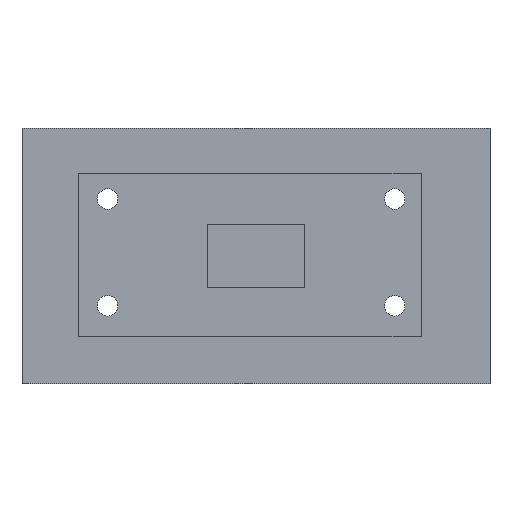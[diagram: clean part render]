
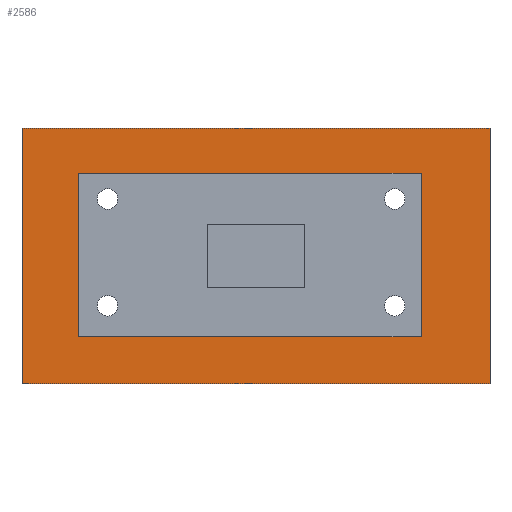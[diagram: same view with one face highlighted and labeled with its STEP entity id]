
A CAD part, front view. The second image highlights one B-rep face of the part: STEP entity #2586.
In plain terms, the highlighted planar face has unit normal (0, -1, 0).
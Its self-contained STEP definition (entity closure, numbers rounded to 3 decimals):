
#27 = VERTEX_POINT ( 'NONE', #1157 ) ;
#36 = ORIENTED_EDGE ( 'NONE', *, *, #983, .T. ) ;
#55 = FACE_OUTER_BOUND ( 'NONE', #1607, .T. ) ;
#93 = EDGE_CURVE ( 'NONE', #3261, #569, #3997, .T. ) ;
#121 = DIRECTION ( 'NONE',  ( 0., 0., 1. ) ) ;
#164 = DIRECTION ( 'NONE',  ( 0., 0., -1. ) ) ;
#185 = CARTESIAN_POINT ( 'NONE',  ( -45.8, 10.3, 25. ) ) ;
#212 = LINE ( 'NONE', #3403, #1217 ) ;
#222 = ORIENTED_EDGE ( 'NONE', *, *, #471, .F. ) ;
#232 = EDGE_CURVE ( 'NONE', #3051, #2537, #1953, .T. ) ;
#392 = ORIENTED_EDGE ( 'NONE', *, *, #232, .T. ) ;
#471 = EDGE_CURVE ( 'NONE', #569, #27, #2399, .T. ) ;
#515 = LINE ( 'NONE', #185, #1897 ) ;
#526 = VECTOR ( 'NONE', #1077, 1000. ) ;
#569 = VERTEX_POINT ( 'NONE', #3183 ) ;
#660 = AXIS2_PLACEMENT_3D ( 'NONE', #1376, #3210, #2941 ) ;
#672 = CARTESIAN_POINT ( 'NONE',  ( -34.7, 10.3, 16.15 ) ) ;
#781 = LINE ( 'NONE', #2044, #1492 ) ;
#795 = CARTESIAN_POINT ( 'NONE',  ( 45.8, 10.3, -25. ) ) ;
#803 = CARTESIAN_POINT ( 'NONE',  ( 45.8, 10.3, 25. ) ) ;
#983 = EDGE_CURVE ( 'NONE', #2121, #2783, #3273, .T. ) ;
#1004 = VECTOR ( 'NONE', #3388, 1000. ) ;
#1045 = ORIENTED_EDGE ( 'NONE', *, *, #2286, .T. ) ;
#1077 = DIRECTION ( 'NONE',  ( 1., 0., 0. ) ) ;
#1157 = CARTESIAN_POINT ( 'NONE',  ( -45.8, 10.3, -25. ) ) ;
#1216 = CARTESIAN_POINT ( 'NONE',  ( 45.8, 10.3, 25. ) ) ;
#1217 = VECTOR ( 'NONE', #3339, 1000. ) ;
#1251 = EDGE_LOOP ( 'NONE', ( #36, #1045, #392, #3380 ) ) ;
#1331 = EDGE_CURVE ( 'NONE', #2537, #2121, #212, .T. ) ;
#1355 = VERTEX_POINT ( 'NONE', #2500 ) ;
#1367 = VECTOR ( 'NONE', #1482, 1000. ) ;
#1375 = DIRECTION ( 'NONE',  ( -1., 0., 0. ) ) ;
#1376 = CARTESIAN_POINT ( 'NONE',  ( 0., 10.3, 0. ) ) ;
#1482 = DIRECTION ( 'NONE',  ( 1., 0., 0. ) ) ;
#1492 = VECTOR ( 'NONE', #164, 1000. ) ;
#1607 = EDGE_LOOP ( 'NONE', ( #3199, #222, #2085, #3618 ) ) ;
#1795 = LINE ( 'NONE', #803, #1367 ) ;
#1897 = VECTOR ( 'NONE', #121, 1000. ) ;
#1953 = LINE ( 'NONE', #3808, #2742 ) ;
#1968 = CARTESIAN_POINT ( 'NONE',  ( 32.3, 10.3, -15.85 ) ) ;
#2017 = CARTESIAN_POINT ( 'NONE',  ( 32.3, 10.3, 16.15 ) ) ;
#2044 = CARTESIAN_POINT ( 'NONE',  ( 32.3, 10.3, -15.85 ) ) ;
#2060 = DIRECTION ( 'NONE',  ( -1., 0., 0. ) ) ;
#2085 = ORIENTED_EDGE ( 'NONE', *, *, #93, .F. ) ;
#2121 = VERTEX_POINT ( 'NONE', #672 ) ;
#2125 = CARTESIAN_POINT ( 'NONE',  ( 45.8, 10.3, 25. ) ) ;
#2280 = EDGE_CURVE ( 'NONE', #27, #1355, #515, .T. ) ;
#2286 = EDGE_CURVE ( 'NONE', #2783, #3051, #781, .T. ) ;
#2399 = LINE ( 'NONE', #795, #3204 ) ;
#2414 = EDGE_CURVE ( 'NONE', #1355, #3261, #1795, .T. ) ;
#2500 = CARTESIAN_POINT ( 'NONE',  ( -45.8, 10.3, 25. ) ) ;
#2537 = VERTEX_POINT ( 'NONE', #2791 ) ;
#2586 = ADVANCED_FACE ( 'NONE', ( #55, #3472 ), #3524, .F. ) ;
#2742 = VECTOR ( 'NONE', #1375, 1000. ) ;
#2783 = VERTEX_POINT ( 'NONE', #2017 ) ;
#2791 = CARTESIAN_POINT ( 'NONE',  ( -34.7, 10.3, -15.85 ) ) ;
#2930 = CARTESIAN_POINT ( 'NONE',  ( -34.7, 10.3, 16.15 ) ) ;
#2941 = DIRECTION ( 'NONE',  ( 0., 0., 1. ) ) ;
#3051 = VERTEX_POINT ( 'NONE', #1968 ) ;
#3183 = CARTESIAN_POINT ( 'NONE',  ( 45.8, 10.3, -25. ) ) ;
#3199 = ORIENTED_EDGE ( 'NONE', *, *, #2280, .F. ) ;
#3204 = VECTOR ( 'NONE', #2060, 1000. ) ;
#3210 = DIRECTION ( 'NONE',  ( 0., 1., 0. ) ) ;
#3261 = VERTEX_POINT ( 'NONE', #1216 ) ;
#3273 = LINE ( 'NONE', #2930, #526 ) ;
#3339 = DIRECTION ( 'NONE',  ( 0., 0., 1. ) ) ;
#3380 = ORIENTED_EDGE ( 'NONE', *, *, #1331, .T. ) ;
#3388 = DIRECTION ( 'NONE',  ( 0., 0., -1. ) ) ;
#3403 = CARTESIAN_POINT ( 'NONE',  ( -34.7, 10.3, -15.85 ) ) ;
#3472 = FACE_BOUND ( 'NONE', #1251, .T. ) ;
#3524 = PLANE ( 'NONE',  #660 ) ;
#3618 = ORIENTED_EDGE ( 'NONE', *, *, #2414, .F. ) ;
#3808 = CARTESIAN_POINT ( 'NONE',  ( -34.7, 10.3, -15.85 ) ) ;
#3997 = LINE ( 'NONE', #2125, #1004 ) ;
